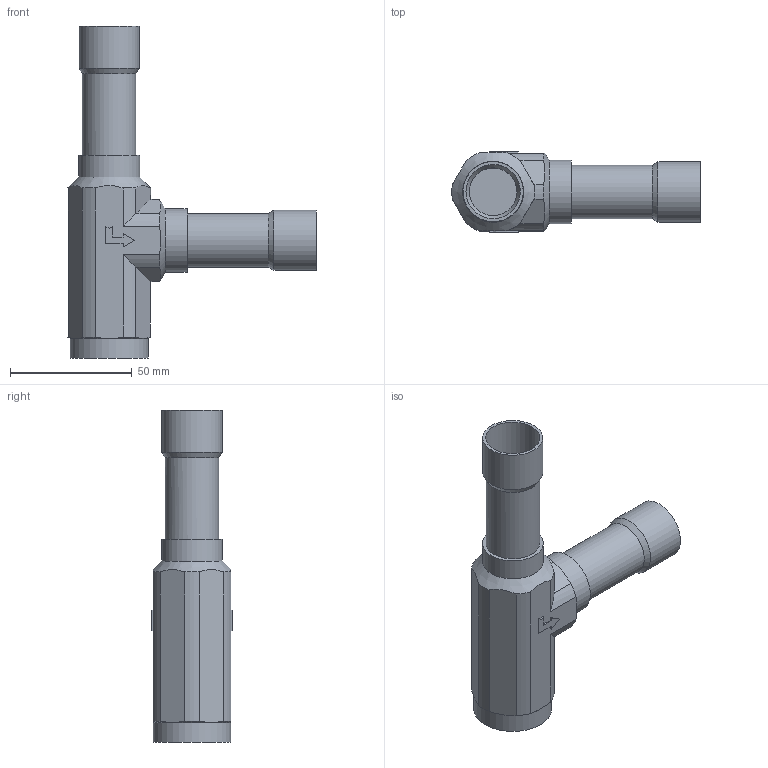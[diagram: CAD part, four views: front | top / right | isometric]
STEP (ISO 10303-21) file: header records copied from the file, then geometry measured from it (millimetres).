
FILE_DESCRIPTION(/* description */ (''),/* implementation_level */ '2;1');
FILE_NAME(/* name */ '020-1020R.stp',/* time_stamp */ '2022-08-11T15:29:33+03:00',/* author */ ('U403152'),/* organization */ (''),/* preprocessor_version */ 'ST-DEVELOPER v18.1',/* originating_system */ 'Autodesk Inventor 2020',/* authorisation */ '');
FILE_SCHEMA (('AUTOMOTIVE_DESIGN { 1 0 10303 214 3 1 1 }'));
Length unit declared in the file: millimetre
Products named in the file (1): Part1
Bounding box: 101.97 x 33 x 136.3 mm (x, y, z)
Volume: 85021.4 mm3; surface area: 26802.4 mm2
Topology: 1 solids, 1 shells, 79 faces, 210 edges, 139 vertices
Faces by surface type: plane 41, cylinder 26, cone 12
Full cylindrical faces by diameter (mm): 19.6 x2, 22 x2, 22.3 x2, 24.7 x2, 25 x1, 26 x1, 32 x1
Entity records: 2492 total; most frequent: CARTESIAN_POINT 477, DIRECTION 421, ORIENTED_EDGE 420, EDGE_CURVE 210, AXIS2_PLACEMENT_3D 155, VERTEX_POINT 139, LINE 111, VECTOR 111
